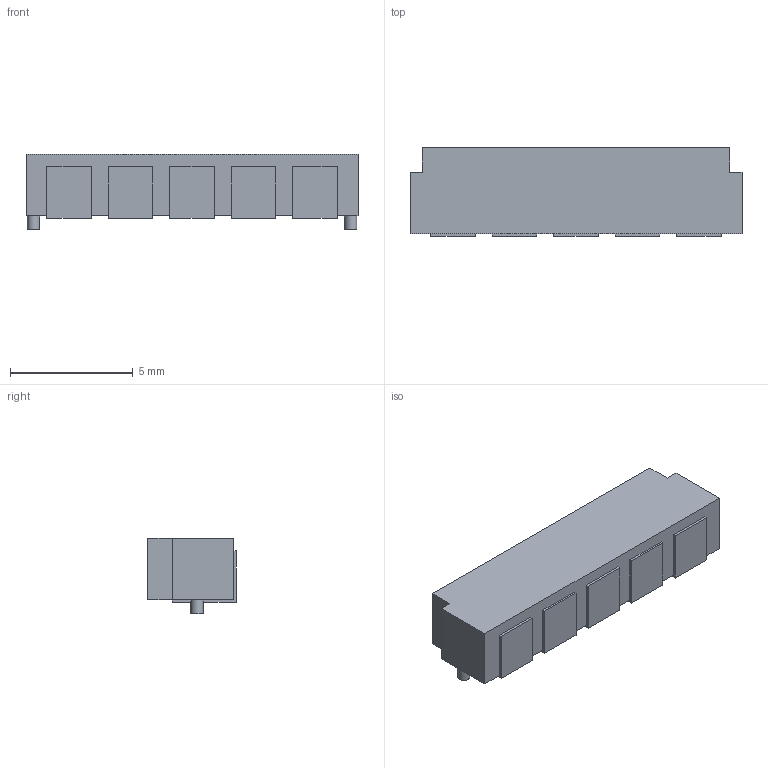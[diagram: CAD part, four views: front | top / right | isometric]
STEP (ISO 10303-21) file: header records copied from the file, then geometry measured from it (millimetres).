
FILE_DESCRIPTION(/* description */ (''),/* implementation_level */ '2;1');
FILE_NAME(/* name */ 'Untitled.step',/* time_stamp */ '2023-11-12T21:10:20+02:00',/* author */ (''),/* organization */ (''),/* preprocessor_version */ 'ST-DEVELOPER v20',/* originating_system */ 'Autodesk Translation Framework v12.14.0.127',/* authorisation */ '');
FILE_SCHEMA (('AUTOMOTIVE_DESIGN { 1 0 10303 214 3 1 1 }'));
Length unit declared in the file: millimetre
Products named in the file (1): (Unsaved)
Bounding box: 13.5 x 3.6 x 3.05 mm (x, y, z)
Volume: 117.9 mm3; surface area: 190.7 mm2
Topology: 1 solids, 1 shells, 54 faces, 135 edges, 90 vertices
Faces by surface type: plane 47, cone 5, cylinder 2
Full cylindrical faces by diameter (mm): 0.5 x2
Entity records: 1626 total; most frequent: CARTESIAN_POINT 280, ORIENTED_EDGE 270, DIRECTION 259, EDGE_CURVE 135, LINE 121, VECTOR 121, VERTEX_POINT 90, AXIS2_PLACEMENT_3D 69
